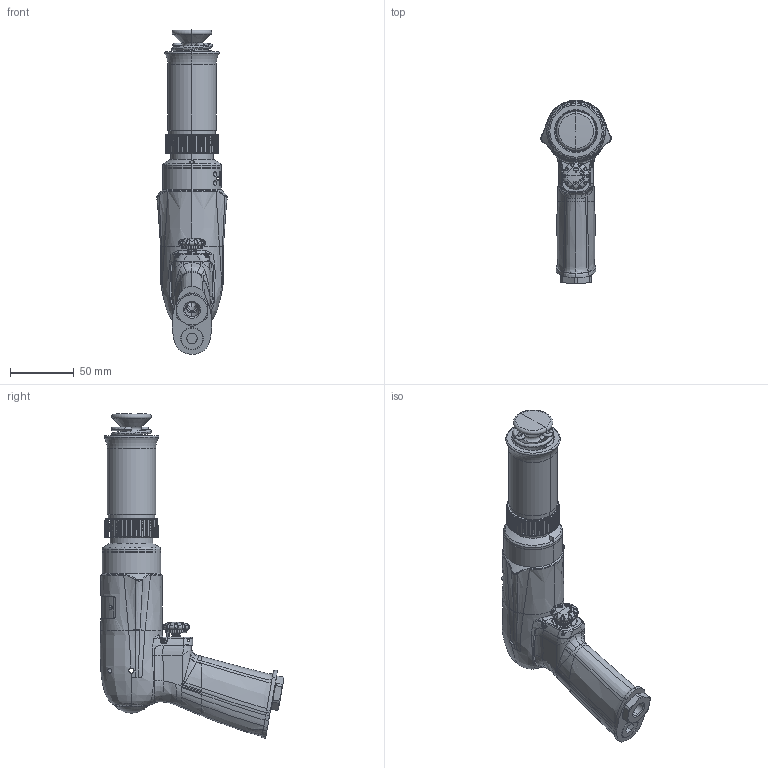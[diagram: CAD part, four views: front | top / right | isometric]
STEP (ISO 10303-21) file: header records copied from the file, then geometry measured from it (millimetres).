
FILE_DESCRIPTION((''),'2;1');
FILE_NAME('TMP95359_SW','2011-06-01T',('tooextcsr'),(''),'PRO/ENGINEER BY PARAMETRIC TECHNOLOGY CORPORATION, 2008310','PRO/ENGINEER BY PARAMETRIC TECHNOLOGY CORPORATION, 2008310','');
FILE_SCHEMA(('CONFIG_CONTROL_DESIGN', 'GEOMETRIC_VALIDATION_PROPERTIES_MIM'));
Length unit declared in the file: millimetre
Products named in the file (1): TMP95359_SW
Bounding box: 55.27 x 144.04 x 254.63 mm (x, y, z)
Surface area: 57252.5 mm2 (no closed solid volume)
Topology: 0 solids, 37 shells, 635 faces, 2290 edges, 1615 vertices
Faces by surface type: bspline 316, torus 97, cylinder 84, cone 64, plane 60, sphere 10, revolution 4
Entity records: 61542 total; most frequent: CARTESIAN_POINT 39819, ORIENTED_EDGE 3406, EDGE_CURVE 2278, DIRECTION 2083, VERTEX_POINT 1615, B_SPLINE_CURVE_WITH_KNOTS 1381, FILL_AREA_STYLE_COLOUR 999, FILL_AREA_STYLE 999
